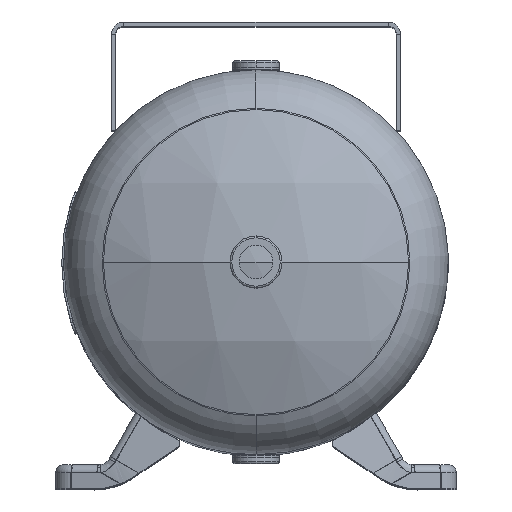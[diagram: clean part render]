
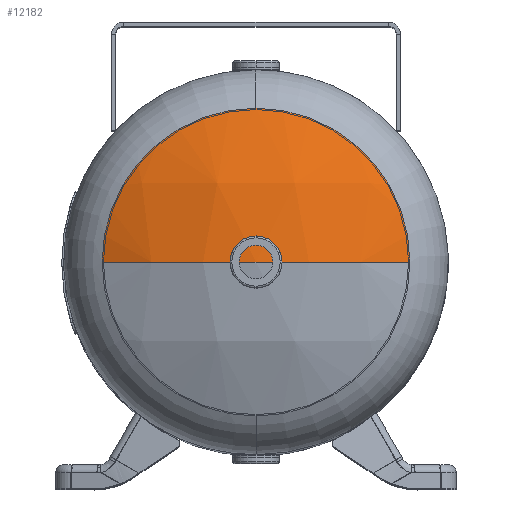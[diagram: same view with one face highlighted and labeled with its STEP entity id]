
A CAD part, top view. The second image highlights one B-rep face of the part: STEP entity #12182.
In plain terms, the highlighted spherical face has radius 274.32 mm.
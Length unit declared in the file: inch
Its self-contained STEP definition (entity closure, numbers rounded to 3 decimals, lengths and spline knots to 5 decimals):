
#211 = CARTESIAN_POINT ( 'NONE',  ( 0., 2.63213, 0. ) ) ;
#477 = DIRECTION ( 'NONE',  ( -1., 0., 0. ) ) ;
#614 = DIRECTION ( 'NONE',  ( 1., 0., 0. ) ) ;
#829 = AXIS2_PLACEMENT_3D ( 'NONE', #6412, #2640, #10218 ) ;
#898 = VERTEX_POINT ( 'NONE', #2545 ) ;
#1284 = VERTEX_POINT ( 'NONE', #4443 ) ;
#1881 = CIRCLE ( 'NONE', #6625, 10.8 ) ;
#1886 = CIRCLE ( 'NONE', #11978, 10.8 ) ;
#2027 = DIRECTION ( 'NONE',  ( 0., 0., -1. ) ) ;
#2199 = EDGE_CURVE ( 'NONE', #898, #7078, #7159, .T. ) ;
#2545 = CARTESIAN_POINT ( 'NONE',  ( 0., 2.63213, -4.8 ) ) ;
#2640 = DIRECTION ( 'NONE',  ( 0., -1., 0. ) ) ;
#3453 = AXIS2_PLACEMENT_3D ( 'NONE', #10137, #8333, #614 ) ;
#3574 = CARTESIAN_POINT ( 'NONE',  ( 0., -7.04258, 0. ) ) ;
#4443 = CARTESIAN_POINT ( 'NONE',  ( 0., 3.75742, 0. ) ) ;
#4678 = DIRECTION ( 'NONE',  ( 1., 0., 0. ) ) ;
#4684 = CARTESIAN_POINT ( 'NONE',  ( -4.8, 2.63213, 0. ) ) ;
#5478 = DIRECTION ( 'NONE',  ( 0., 0., 1. ) ) ;
#6228 = CARTESIAN_POINT ( 'NONE',  ( 4.8, 2.63213, 0. ) ) ;
#6308 = EDGE_CURVE ( 'NONE', #1284, #7078, #1881, .T. ) ;
#6412 = CARTESIAN_POINT ( 'NONE',  ( 0., 2.63213, 0. ) ) ;
#6625 = AXIS2_PLACEMENT_3D ( 'NONE', #7708, #11478, #477 ) ;
#6984 = CIRCLE ( 'NONE', #829, 4.8 ) ;
#7078 = VERTEX_POINT ( 'NONE', #6228 ) ;
#7136 = ORIENTED_EDGE ( 'NONE', *, *, #9962, .F. ) ;
#7159 = CIRCLE ( 'NONE', #10341, 4.8 ) ;
#7708 = CARTESIAN_POINT ( 'NONE',  ( 0., -7.04258, 0. ) ) ;
#8147 = ORIENTED_EDGE ( 'NONE', *, *, #6308, .T. ) ;
#8214 = SPHERICAL_SURFACE ( 'NONE', #3453, 10.8 ) ;
#8333 = DIRECTION ( 'NONE',  ( 0., 0., 1. ) ) ;
#8743 = DIRECTION ( 'NONE',  ( 0., -1., 0. ) ) ;
#9859 = EDGE_CURVE ( 'NONE', #1284, #11061, #1886, .T. ) ;
#9962 = EDGE_CURVE ( 'NONE', #11061, #898, #6984, .T. ) ;
#10137 = CARTESIAN_POINT ( 'NONE',  ( 0., -7.04258, 0. ) ) ;
#10218 = DIRECTION ( 'NONE',  ( 0., 0., -1. ) ) ;
#10246 = ORIENTED_EDGE ( 'NONE', *, *, #9859, .F. ) ;
#10341 = AXIS2_PLACEMENT_3D ( 'NONE', #211, #8743, #2027 ) ;
#11061 = VERTEX_POINT ( 'NONE', #4684 ) ;
#11478 = DIRECTION ( 'NONE',  ( 0., 0., -1. ) ) ;
#11672 = FACE_OUTER_BOUND ( 'NONE', #11784, .T. ) ;
#11682 = ORIENTED_EDGE ( 'NONE', *, *, #2199, .F. ) ;
#11784 = EDGE_LOOP ( 'NONE', ( #10246, #8147, #11682, #7136 ) ) ;
#11978 = AXIS2_PLACEMENT_3D ( 'NONE', #3574, #5478, #4678 ) ;
#12182 = ADVANCED_FACE ( 'NONE', ( #11672 ), #8214, .T. ) ;
